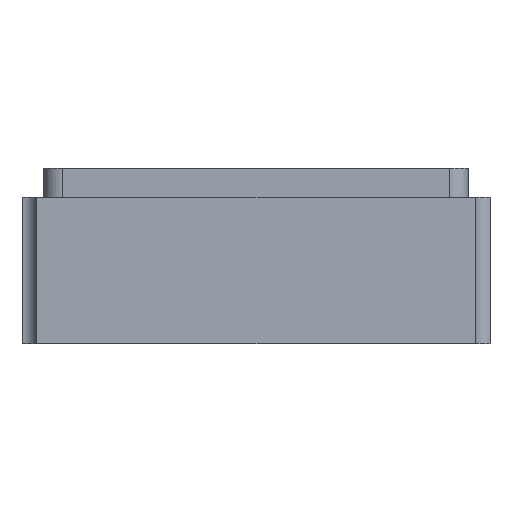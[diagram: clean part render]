
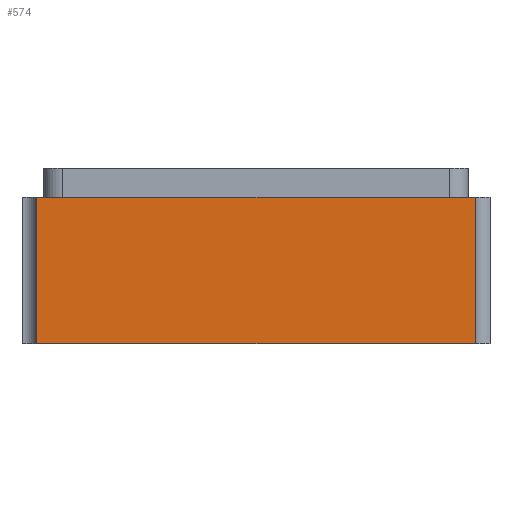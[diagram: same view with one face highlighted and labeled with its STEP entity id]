
A CAD part, front view. The second image highlights one B-rep face of the part: STEP entity #574.
In plain terms, the highlighted planar face has unit normal (0, -1, 0).
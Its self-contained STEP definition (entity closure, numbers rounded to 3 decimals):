
#58 = CARTESIAN_POINT ( 'NONE',  ( 1.5, -1.25, 0.5 ) ) ;
#59 = DIRECTION ( 'NONE',  ( 0., 1., 0. ) ) ;
#60 = DIRECTION ( 'NONE',  ( 0., 0., 1. ) ) ;
#367 = EDGE_CURVE ( 'NONE', #3797, #3820, #3893, .T. ) ;
#574 = ADVANCED_FACE ( 'NONE', ( #3484 ), #2273, .F. ) ;
#604 = AXIS2_PLACEMENT_3D ( 'NONE', #58, #59, #60 ) ;
#709 = EDGE_LOOP ( 'NONE', ( #844, #836, #780, #791 ) ) ;
#780 = ORIENTED_EDGE ( 'NONE', *, *, #2319, .F. ) ;
#791 = ORIENTED_EDGE ( 'NONE', *, *, #2305, .T. ) ;
#836 = ORIENTED_EDGE ( 'NONE', *, *, #2301, .F. ) ;
#844 = ORIENTED_EDGE ( 'NONE', *, *, #367, .T. ) ;
#2273 = PLANE ( 'NONE',  #604 ) ;
#2301 = EDGE_CURVE ( 'NONE', #4314, #3820, #3026, .T. ) ;
#2305 = EDGE_CURVE ( 'NONE', #4305, #3797, #3038, .T. ) ;
#2319 = EDGE_CURVE ( 'NONE', #4305, #4314, #3120, .T. ) ;
#3026 = LINE ( 'NONE', #3027, #4637 ) ;
#3027 = CARTESIAN_POINT ( 'NONE',  ( 1.5, -1.25, 0.5 ) ) ;
#3028 = DIRECTION ( 'NONE',  ( 0., 0., -1. ) ) ;
#3038 = LINE ( 'NONE', #3039, #4642 ) ;
#3039 = CARTESIAN_POINT ( 'NONE',  ( -1.5, -1.25, 0.5 ) ) ;
#3040 = DIRECTION ( 'NONE',  ( 0., 0., -1. ) ) ;
#3120 = LINE ( 'NONE', #3121, #4026 ) ;
#3121 = CARTESIAN_POINT ( 'NONE',  ( 1.5, -1.25, 0.5 ) ) ;
#3122 = DIRECTION ( 'NONE',  ( 1., 0., 0. ) ) ;
#3484 = FACE_OUTER_BOUND ( 'NONE', #709, .T. ) ;
#3797 = VERTEX_POINT ( 'NONE', #5245 ) ;
#3820 = VERTEX_POINT ( 'NONE', #5253 ) ;
#3893 = LINE ( 'NONE', #3901, #5888 ) ;
#3901 = CARTESIAN_POINT ( 'NONE',  ( 1.5, -1.25, -0.5 ) ) ;
#3929 = DIRECTION ( 'NONE',  ( 1., 0., 0. ) ) ;
#4026 = VECTOR ( 'NONE', #3122, 1000. ) ;
#4305 = VERTEX_POINT ( 'NONE', #5422 ) ;
#4314 = VERTEX_POINT ( 'NONE', #5427 ) ;
#4637 = VECTOR ( 'NONE', #3028, 1000. ) ;
#4642 = VECTOR ( 'NONE', #3040, 1000. ) ;
#5245 = CARTESIAN_POINT ( 'NONE',  ( -1.5, -1.25, -0.5 ) ) ;
#5253 = CARTESIAN_POINT ( 'NONE',  ( 1.5, -1.25, -0.5 ) ) ;
#5422 = CARTESIAN_POINT ( 'NONE',  ( -1.5, -1.25, 0.5 ) ) ;
#5427 = CARTESIAN_POINT ( 'NONE',  ( 1.5, -1.25, 0.5 ) ) ;
#5888 = VECTOR ( 'NONE', #3929, 1000. ) ;
